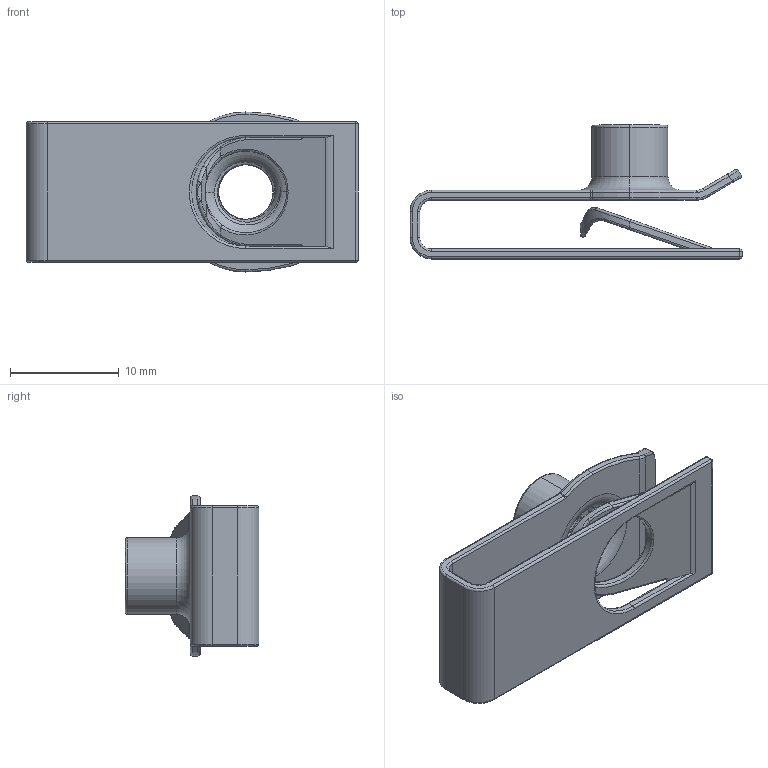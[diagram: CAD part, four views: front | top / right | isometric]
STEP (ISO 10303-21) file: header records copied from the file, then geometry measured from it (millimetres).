
FILE_DESCRIPTION((''),'2;1');
FILE_NAME('PDM-SMC_NCF_ASM','2024-03-01T11:33:15',('20077268'),(''),'CREO PARAMETRIC BY PTC INC, 2017110','CREO PARAMETRIC BY PTC INC, 2017110','');
FILE_SCHEMA(('CONFIG_CONTROL_DESIGN'));
Length unit declared in the file: millimetre
Products named in the file (2): C02-1023-M_NCF; PDM-SMC_NCF_ASM
Assembly tree (1 placements, depth 2):
  PDM-SMC_NCF_ASM
    C02-1023-M_NCF
Bounding box: 30.5 x 12.3 x 14.7 mm (x, y, z)
Volume: 764.3 mm3; surface area: 2015.2 mm2
Topology: 1 solids, 1 shells, 165 faces, 400 edges, 236 vertices
Faces by surface type: cylinder 60, bspline 46, torus 33, plane 22, sphere 4
Entity records: 8630 total; most frequent: CARTESIAN_POINT 5062, ORIENTED_EDGE 800, DIRECTION 656, EDGE_CURVE 400, AXIS2_PLACEMENT_3D 273, VERTEX_POINT 236, EDGE_LOOP 170, FACE_OUTER_BOUND 165
